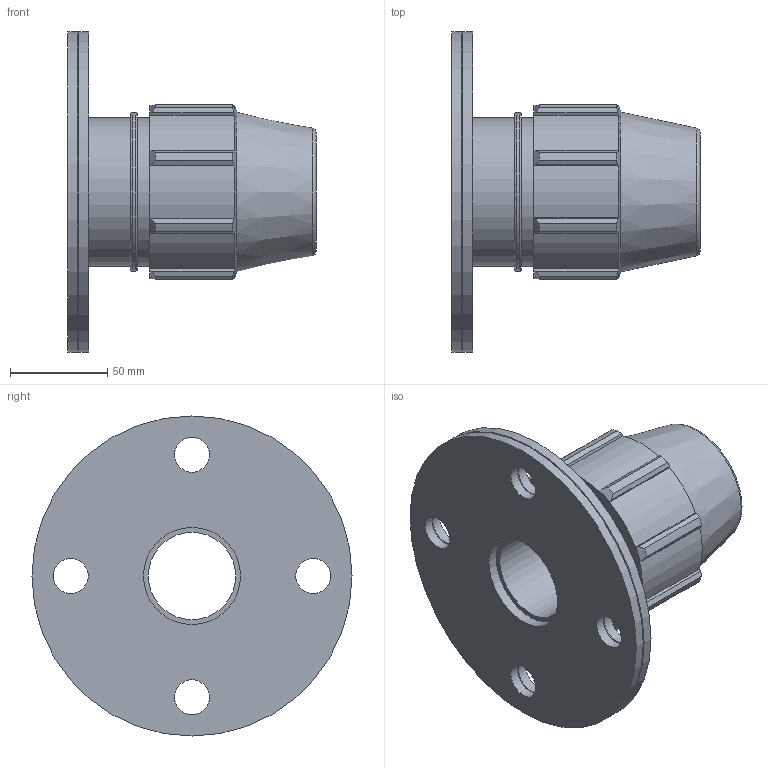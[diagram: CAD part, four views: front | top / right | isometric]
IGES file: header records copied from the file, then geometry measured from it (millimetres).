
Global section: file name: 072200050020_182200050020_0722060500200A.ipt; native system: Autodesk Inventor 2015; preprocessor: unknown; author: KIM; date: 20170606.172336; units: millimetre
Bounding box: 128 x 165 x 165 mm (x, y, z)
Volume: 578573.7 mm3; surface area: 102234.2 mm2
Topology: 1 solids, 1 shells, 100 faces, 286 edges, 195 vertices
Faces by surface type: plane 41, revolution 26, cylinder 21, cone 12
Full cylindrical faces by diameter (mm): 76.8 x2, 81.6 x1, 165 x2
